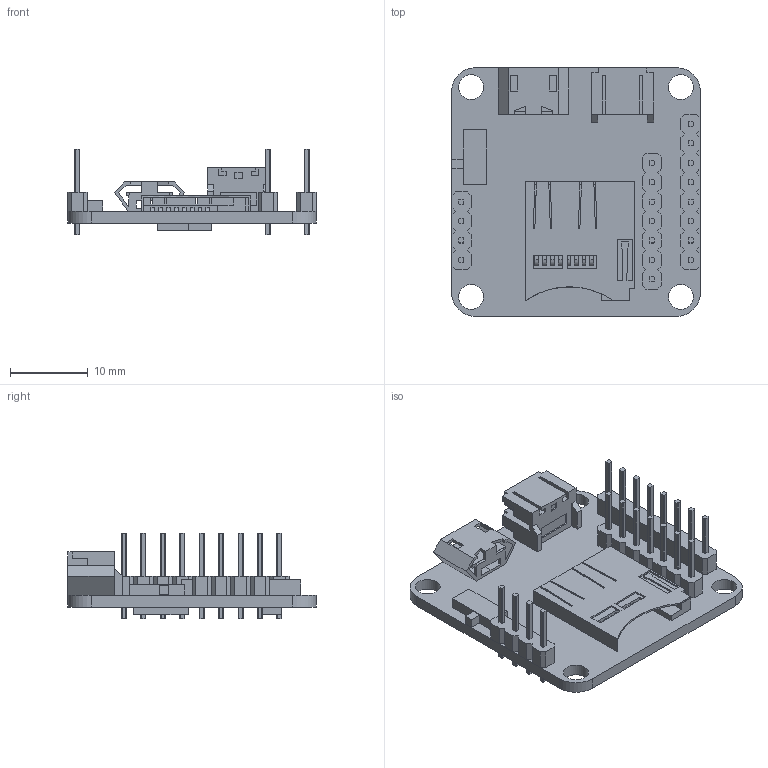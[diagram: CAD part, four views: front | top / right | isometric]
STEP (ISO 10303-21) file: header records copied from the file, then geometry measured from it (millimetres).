
FILE_DESCRIPTION(/* description */ (''),/* implementation_level */ '2;1');
FILE_NAME(/* name */ 'SparkFun 9DoF Razor IMU.step',/* time_stamp */ '2022-12-29T12:10:38+10:00',/* author */ (''),/* organization */ (''),/* preprocessor_version */ 'ST-DEVELOPER v19.2',/* originating_system */ 'Autodesk Translation Framework v11.17.0.187',/* authorisation */ '');
FILE_SCHEMA (('AUTOMOTIVE_DESIGN { 1 0 10303 214 3 1 1 }'));
Length unit declared in the file: millimetre
Products named in the file (1): гироскоп
Bounding box: 32 x 32 x 11 mm (x, y, z)
Volume: 2317.4 mm3; surface area: 5561.6 mm2
Topology: 48 solids, 48 shells, 983 faces, 2688 edges, 1788 vertices
Faces by surface type: plane 841, bspline 105, cylinder 37
Full cylindrical faces by diameter (mm): 1 x19, 3.2 x4
Entity records: 31818 total; most frequent: CARTESIAN_POINT 7245, ORIENTED_EDGE 5376, DIRECTION 4311, EDGE_CURVE 2688, LINE 2403, VECTOR 2403, VERTEX_POINT 1788, EDGE_LOOP 1082
